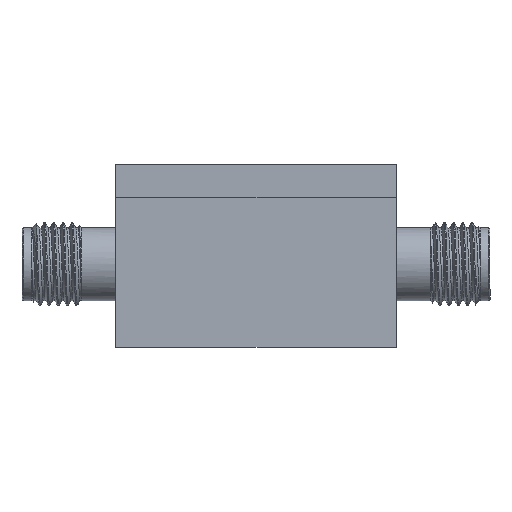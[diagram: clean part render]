
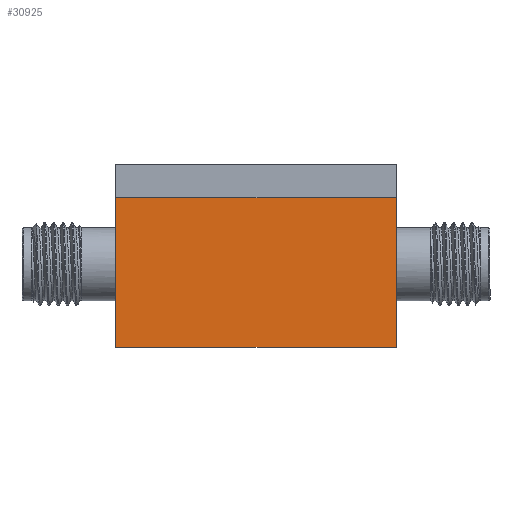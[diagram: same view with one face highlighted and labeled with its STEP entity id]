
A CAD part, front view. The second image highlights one B-rep face of the part: STEP entity #30925.
In plain terms, the highlighted planar face has unit normal (0, -1, 0).
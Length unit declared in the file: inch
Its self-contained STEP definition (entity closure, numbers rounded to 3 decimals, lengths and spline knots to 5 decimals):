
#1110 = CARTESIAN_POINT ( 'NONE',  ( 0.4225, -0.645, 0.275 ) ) ;
#1248 = CARTESIAN_POINT ( 'NONE',  ( -0.4225, -0.645, 0.275 ) ) ;
#1639 = CARTESIAN_POINT ( 'NONE',  ( -0.4225, -0.645, 0.275 ) ) ;
#2144 = VERTEX_POINT ( 'NONE', #19388 ) ;
#2161 = ORIENTED_EDGE ( 'NONE', *, *, #12744, .F. ) ;
#2327 = LINE ( 'NONE', #1639, #9975 ) ;
#2536 = DIRECTION ( 'NONE',  ( 1., 0., 0. ) ) ;
#3021 = LINE ( 'NONE', #5450, #14210 ) ;
#5450 = CARTESIAN_POINT ( 'NONE',  ( -0.4225, -0.645, 0.175 ) ) ;
#8509 = ORIENTED_EDGE ( 'NONE', *, *, #18749, .T. ) ;
#8741 = CARTESIAN_POINT ( 'NONE',  ( -0.4225, -0.645, -0.275 ) ) ;
#9683 = VERTEX_POINT ( 'NONE', #8741 ) ;
#9975 = VECTOR ( 'NONE', #23754, 39.37008 ) ;
#10740 = ORIENTED_EDGE ( 'NONE', *, *, #10758, .F. ) ;
#10758 = EDGE_CURVE ( 'NONE', #2144, #29215, #26992, .T. ) ;
#11235 = ORIENTED_EDGE ( 'NONE', *, *, #12001, .T. ) ;
#12001 = EDGE_CURVE ( 'NONE', #30759, #9683, #2327, .T. ) ;
#12744 = EDGE_CURVE ( 'NONE', #30759, #2144, #3021, .T. ) ;
#14061 = LINE ( 'NONE', #22782, #31845 ) ;
#14210 = VECTOR ( 'NONE', #30575, 39.37008 ) ;
#15752 = VECTOR ( 'NONE', #21010, 39.37008 ) ;
#18749 = EDGE_CURVE ( 'NONE', #9683, #29215, #14061, .T. ) ;
#19388 = CARTESIAN_POINT ( 'NONE',  ( 0.4225, -0.645, 0.175 ) ) ;
#20606 = EDGE_LOOP ( 'NONE', ( #2161, #11235, #8509, #10740 ) ) ;
#21010 = DIRECTION ( 'NONE',  ( 0., 0., -1. ) ) ;
#22015 = AXIS2_PLACEMENT_3D ( 'NONE', #1248, #28501, #30990 ) ;
#22782 = CARTESIAN_POINT ( 'NONE',  ( -0.4225, -0.645, -0.275 ) ) ;
#23754 = DIRECTION ( 'NONE',  ( 0., 0., -1. ) ) ;
#24847 = PLANE ( 'NONE',  #22015 ) ;
#26359 = CARTESIAN_POINT ( 'NONE',  ( -0.4225, -0.645, 0.175 ) ) ;
#26992 = LINE ( 'NONE', #1110, #15752 ) ;
#28501 = DIRECTION ( 'NONE',  ( 0., 1., 0. ) ) ;
#29215 = VERTEX_POINT ( 'NONE', #31021 ) ;
#29319 = FACE_OUTER_BOUND ( 'NONE', #20606, .T. ) ;
#30575 = DIRECTION ( 'NONE',  ( 1., 0., 0. ) ) ;
#30759 = VERTEX_POINT ( 'NONE', #26359 ) ;
#30925 = ADVANCED_FACE ( 'NONE', ( #29319 ), #24847, .F. ) ;
#30990 = DIRECTION ( 'NONE',  ( 0., 0., 1. ) ) ;
#31021 = CARTESIAN_POINT ( 'NONE',  ( 0.4225, -0.645, -0.275 ) ) ;
#31845 = VECTOR ( 'NONE', #2536, 39.37008 ) ;
